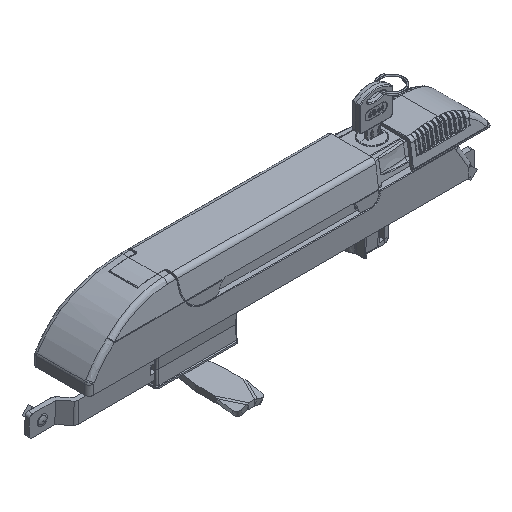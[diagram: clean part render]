
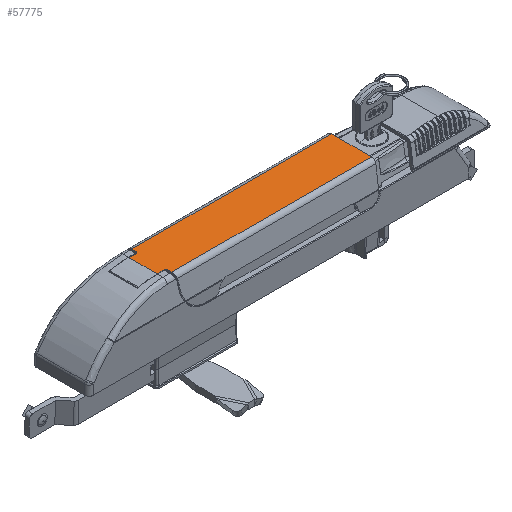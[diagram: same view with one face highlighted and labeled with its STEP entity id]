
A CAD part, isometric view. The second image highlights one B-rep face of the part: STEP entity #57775.
In plain terms, the highlighted planar face has unit normal (0, 0, 1).
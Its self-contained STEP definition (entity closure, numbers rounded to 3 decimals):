
#772 = CARTESIAN_POINT ( 'NONE',  ( 0., 13.26, 39. ) ) ;
#776 = VECTOR ( 'NONE', #54840, 1000. ) ;
#1070 = CARTESIAN_POINT ( 'NONE',  ( 65.581, 0., 39. ) ) ;
#1375 = ORIENTED_EDGE ( 'NONE', *, *, #24446, .F. ) ;
#1559 = VERTEX_POINT ( 'NONE', #2725 ) ;
#2195 = LINE ( 'NONE', #27909, #60801 ) ;
#2513 = VERTEX_POINT ( 'NONE', #41677 ) ;
#2676 = CARTESIAN_POINT ( 'NONE',  ( -67.977, 9.274, 39. ) ) ;
#2725 = CARTESIAN_POINT ( 'NONE',  ( -72.749, -9.488, 39. ) ) ;
#3361 = VECTOR ( 'NONE', #13006, 1000. ) ;
#3583 = EDGE_CURVE ( 'NONE', #2513, #1559, #8785, .T. ) ;
#3816 = EDGE_CURVE ( 'NONE', #23986, #19328, #55052, .T. ) ;
#4944 = ORIENTED_EDGE ( 'NONE', *, *, #3816, .F. ) ;
#5012 = DIRECTION ( 'NONE',  ( 0., -1., 0. ) ) ;
#7518 = DIRECTION ( 'NONE',  ( -1., 0., 0. ) ) ;
#8785 = LINE ( 'NONE', #61956, #3361 ) ;
#8864 = EDGE_CURVE ( 'NONE', #44785, #60787, #13846, .T. ) ;
#9760 = CARTESIAN_POINT ( 'NONE',  ( -66.926, 0., 39. ) ) ;
#10263 = VERTEX_POINT ( 'NONE', #33687 ) ;
#10724 = CARTESIAN_POINT ( 'NONE',  ( -67.977, -9.274, 39. ) ) ;
#11128 = CARTESIAN_POINT ( 'NONE',  ( -67.977, -9.274, 39. ) ) ;
#11139 = ORIENTED_EDGE ( 'NONE', *, *, #45592, .F. ) ;
#13006 = DIRECTION ( 'NONE',  ( -0.999, 0.05, 0. ) ) ;
#13396 = VERTEX_POINT ( 'NONE', #57477 ) ;
#13652 = CARTESIAN_POINT ( 'NONE',  ( -72.5, 9.5, 39. ) ) ;
#13788 = VECTOR ( 'NONE', #60235, 1000. ) ;
#13795 = ORIENTED_EDGE ( 'NONE', *, *, #41594, .F. ) ;
#13846 = LINE ( 'NONE', #49449, #776 ) ;
#15039 = VECTOR ( 'NONE', #37208, 1000. ) ;
#15265 = CARTESIAN_POINT ( 'NONE',  ( 0., 0., 39. ) ) ;
#17457 = CARTESIAN_POINT ( 'NONE',  ( -66.926, -13.26, 39. ) ) ;
#17668 = EDGE_CURVE ( 'NONE', #60787, #28001, #44321, .T. ) ;
#18496 = EDGE_CURVE ( 'NONE', #44956, #23986, #53117, .T. ) ;
#19328 = VERTEX_POINT ( 'NONE', #21427 ) ;
#19656 = CARTESIAN_POINT ( 'NONE',  ( -66.926, -10.273, 39. ) ) ;
#19874 = CARTESIAN_POINT ( 'NONE',  ( -67.368, 9.244, 39. ) ) ;
#20251 = DIRECTION ( 'NONE',  ( -1., 0., 0. ) ) ;
#20265 = ORIENTED_EDGE ( 'NONE', *, *, #58606, .F. ) ;
#21427 = CARTESIAN_POINT ( 'NONE',  ( 65.581, -13.26, 39. ) ) ;
#22383 = CARTESIAN_POINT ( 'NONE',  ( 0., -13.26, 39. ) ) ;
#22691 = EDGE_CURVE ( 'NONE', #52212, #10263, #24968, .T. ) ;
#23743 = DIRECTION ( 'NONE',  ( 0., 1., 0. ) ) ;
#23986 = VERTEX_POINT ( 'NONE', #34677 ) ;
#24446 = EDGE_CURVE ( 'NONE', #1559, #13396, #42639, .T. ) ;
#24968 =( BOUNDED_CURVE ( )  B_SPLINE_CURVE ( 3, ( #59313, #19874, #44847, #34708 ),
 .UNSPECIFIED., .F., .T. ) 
 B_SPLINE_CURVE_WITH_KNOTS ( ( 4, 4 ),
 ( 4.795, 6.415 ),
 .UNSPECIFIED. ) 
 CURVE ( )  GEOMETRIC_REPRESENTATION_ITEM ( )  RATIONAL_B_SPLINE_CURVE ( ( 1., 0.793, 0.793, 1. ) ) 
 REPRESENTATION_ITEM ( '' )  );
#25426 = EDGE_CURVE ( 'NONE', #28001, #2513, #58333, .T. ) ;
#25766 = ORIENTED_EDGE ( 'NONE', *, *, #22691, .F. ) ;
#27909 = CARTESIAN_POINT ( 'NONE',  ( -73.084, 9.471, 39. ) ) ;
#27995 = VECTOR ( 'NONE', #23743, 1000. ) ;
#28001 = VERTEX_POINT ( 'NONE', #11128 ) ;
#28456 = CARTESIAN_POINT ( 'NONE',  ( -72.749, 0., 39. ) ) ;
#33627 = ORIENTED_EDGE ( 'NONE', *, *, #3583, .F. ) ;
#33641 = CARTESIAN_POINT ( 'NONE',  ( -66.926, -9.664, 39. ) ) ;
#33687 = CARTESIAN_POINT ( 'NONE',  ( -66.926, 10.273, 39. ) ) ;
#33900 = ORIENTED_EDGE ( 'NONE', *, *, #47679, .F. ) ;
#34084 = CARTESIAN_POINT ( 'NONE',  ( -67.977, -9.274, 39. ) ) ;
#34346 = LINE ( 'NONE', #62029, #15039 ) ;
#34677 = CARTESIAN_POINT ( 'NONE',  ( 65.581, 13.26, 39. ) ) ;
#34708 = CARTESIAN_POINT ( 'NONE',  ( -66.926, 10.273, 39. ) ) ;
#35686 = FACE_OUTER_BOUND ( 'NONE', #41420, .T. ) ;
#36363 = DIRECTION ( 'NONE',  ( -0.999, -0.05, 0. ) ) ;
#36500 = ORIENTED_EDGE ( 'NONE', *, *, #17668, .F. ) ;
#37208 = DIRECTION ( 'NONE',  ( 0.999, -0.05, 0. ) ) ;
#37324 = AXIS2_PLACEMENT_3D ( 'NONE', #15265, #49769, #20251 ) ;
#37425 = VECTOR ( 'NONE', #36363, 1000. ) ;
#37710 = ORIENTED_EDGE ( 'NONE', *, *, #25426, .F. ) ;
#38026 = DIRECTION ( 'NONE',  ( 0.999, 0.05, 0. ) ) ;
#39838 = PLANE ( 'NONE',  #37324 ) ;
#41420 = EDGE_LOOP ( 'NONE', ( #25766, #11139, #13795, #1375, #33627, #37710, #36500, #44123, #20265, #4944, #62782, #33900 ) ) ;
#41594 = EDGE_CURVE ( 'NONE', #13396, #46087, #2195, .T. ) ;
#41677 = CARTESIAN_POINT ( 'NONE',  ( -72.5, -9.5, 39. ) ) ;
#41886 = VECTOR ( 'NONE', #5012, 1000. ) ;
#42382 = CARTESIAN_POINT ( 'NONE',  ( -66.926, -10.273, 39. ) ) ;
#42639 = LINE ( 'NONE', #28456, #27995 ) ;
#44123 = ORIENTED_EDGE ( 'NONE', *, *, #8864, .F. ) ;
#44321 =( BOUNDED_CURVE ( )  B_SPLINE_CURVE ( 3, ( #19656, #33641, #48301, #34084 ),
 .UNSPECIFIED., .F., .F. ) 
 B_SPLINE_CURVE_WITH_KNOTS ( ( 4, 4 ),
 ( 6.151, 7.771 ),
 .UNSPECIFIED. ) 
 CURVE ( )  GEOMETRIC_REPRESENTATION_ITEM ( )  RATIONAL_B_SPLINE_CURVE ( ( 1., 0.793, 0.793, 1. ) ) 
 REPRESENTATION_ITEM ( '' )  );
#44785 = VERTEX_POINT ( 'NONE', #17457 ) ;
#44847 = CARTESIAN_POINT ( 'NONE',  ( -66.926, 9.664, 39. ) ) ;
#44956 = VERTEX_POINT ( 'NONE', #63566 ) ;
#45592 = EDGE_CURVE ( 'NONE', #46087, #52212, #34346, .T. ) ;
#46087 = VERTEX_POINT ( 'NONE', #13652 ) ;
#47679 = EDGE_CURVE ( 'NONE', #10263, #44956, #56505, .T. ) ;
#48301 = CARTESIAN_POINT ( 'NONE',  ( -67.368, -9.244, 39. ) ) ;
#49174 = DIRECTION ( 'NONE',  ( 0., 1., 0. ) ) ;
#49449 = CARTESIAN_POINT ( 'NONE',  ( -66.926, 0., 39. ) ) ;
#49769 = DIRECTION ( 'NONE',  ( 0., 0., -1. ) ) ;
#51832 = VECTOR ( 'NONE', #49174, 1000. ) ;
#52212 = VERTEX_POINT ( 'NONE', #2676 ) ;
#53117 = LINE ( 'NONE', #772, #13788 ) ;
#54840 = DIRECTION ( 'NONE',  ( 0., 1., 0. ) ) ;
#55052 = LINE ( 'NONE', #1070, #41886 ) ;
#55203 = LINE ( 'NONE', #22383, #60642 ) ;
#56505 = LINE ( 'NONE', #9760, #51832 ) ;
#57477 = CARTESIAN_POINT ( 'NONE',  ( -72.749, 9.488, 39. ) ) ;
#57775 = ADVANCED_FACE ( 'NONE', ( #35686 ), #39838, .F. ) ;
#58333 = LINE ( 'NONE', #10724, #37425 ) ;
#58606 = EDGE_CURVE ( 'NONE', #19328, #44785, #55203, .T. ) ;
#59313 = CARTESIAN_POINT ( 'NONE',  ( -67.977, 9.274, 39. ) ) ;
#60235 = DIRECTION ( 'NONE',  ( 1., 0., 0. ) ) ;
#60642 = VECTOR ( 'NONE', #7518, 1000. ) ;
#60787 = VERTEX_POINT ( 'NONE', #42382 ) ;
#60801 = VECTOR ( 'NONE', #38026, 1000. ) ;
#61956 = CARTESIAN_POINT ( 'NONE',  ( -72.304, -9.51, 39. ) ) ;
#62029 = CARTESIAN_POINT ( 'NONE',  ( -72.5, 9.5, 39. ) ) ;
#62782 = ORIENTED_EDGE ( 'NONE', *, *, #18496, .F. ) ;
#63566 = CARTESIAN_POINT ( 'NONE',  ( -66.926, 13.26, 39. ) ) ;
